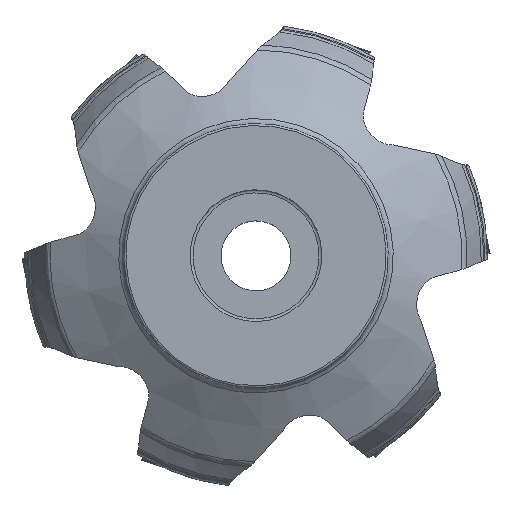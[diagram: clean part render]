
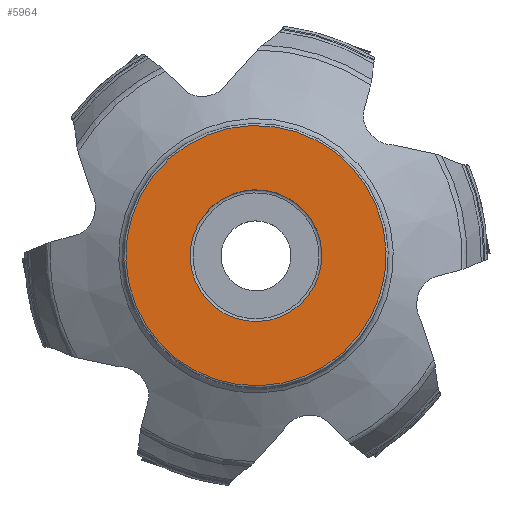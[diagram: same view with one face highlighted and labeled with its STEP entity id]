
A CAD part, top view. The second image highlights one B-rep face of the part: STEP entity #5964.
In plain terms, the highlighted planar face has unit normal (0, 0, 1).
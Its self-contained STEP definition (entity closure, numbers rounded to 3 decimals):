
#1263=FACE_BOUND('',#11761,.T.);
#1264=FACE_BOUND('',#11762,.T.);
#5964=ADVANCED_FACE('CU_BACK_F001',(#1263,#1264),#6537,.F.);
#6537=PLANE('',#47364);
#11761=EDGE_LOOP('',(#28019));
#11762=EDGE_LOOP('',(#28020));
#13925=CIRCLE('',#43642,12.705);
#15538=CIRCLE('',#47362,25.1);
#28019=ORIENTED_EDGE('',*,*,#33683,.F.);
#28020=ORIENTED_EDGE('',*,*,#38582,.T.);
#29350=VERTEX_POINT('',#66774);
#32217=VERTEX_POINT('',#96582);
#33683=EDGE_CURVE('',#29350,#29350,#13925,.T.);
#38582=EDGE_CURVE('',#32217,#32217,#15538,.T.);
#43642=AXIS2_PLACEMENT_3D('',#66773,#49635,#49636);
#47362=AXIS2_PLACEMENT_3D('',#96581,#58637,#58638);
#47364=AXIS2_PLACEMENT_3D('',#96584,#58641,#58642);
#49635=DIRECTION('',(0.,0.,1.));
#49636=DIRECTION('',(0.978,0.208,0.));
#58637=DIRECTION('',(0.,0.,1.));
#58638=DIRECTION('',(0.978,0.208,0.));
#58641=DIRECTION('',(0.,0.,-1.));
#58642=DIRECTION('',(-0.978,-0.208,0.));
#66773=CARTESIAN_POINT('',(0.,0.,
0.));
#66774=CARTESIAN_POINT('',(12.428,2.642,0.));
#96581=CARTESIAN_POINT('',(0.,0.,
0.));
#96582=CARTESIAN_POINT('',(24.552,5.219,0.));
#96584=CARTESIAN_POINT('',(-24.5,0.,0.));
